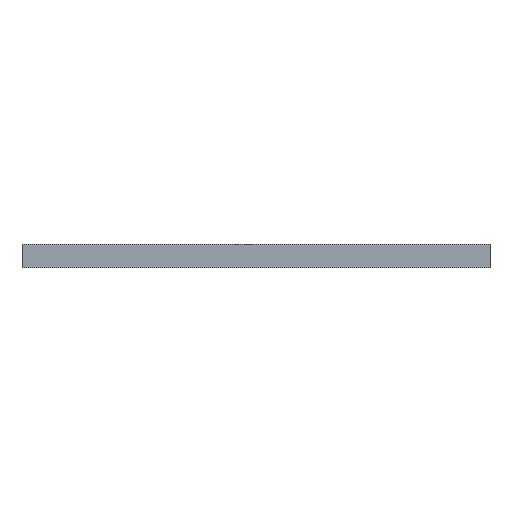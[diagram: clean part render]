
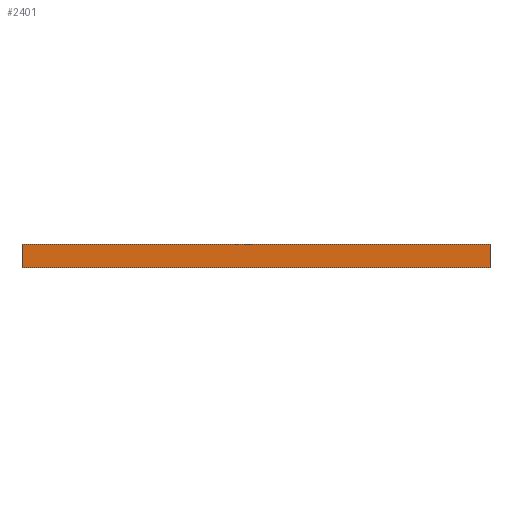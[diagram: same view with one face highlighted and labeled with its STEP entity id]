
A CAD part, front view. The second image highlights one B-rep face of the part: STEP entity #2401.
In plain terms, the highlighted planar face has unit normal (0, -1, 0).
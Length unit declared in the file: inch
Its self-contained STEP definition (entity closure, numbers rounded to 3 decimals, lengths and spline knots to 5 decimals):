
#33 = CARTESIAN_POINT ( 'NONE',  ( 0.59055, -0.59055, -0.03937 ) ) ;
#167 = EDGE_CURVE ( 'NONE', #1424, #2028, #738, .T. ) ;
#205 = EDGE_CURVE ( 'NONE', #2554, #1424, #5199, .T. ) ;
#455 = ORIENTED_EDGE ( 'NONE', *, *, #3299, .F. ) ;
#719 = CARTESIAN_POINT ( 'NONE',  ( -0.59055, -0.59055, 0. ) ) ;
#738 = LINE ( 'NONE', #5259, #1268 ) ;
#753 = AXIS2_PLACEMENT_3D ( 'NONE', #719, #3231, #4073 ) ;
#1048 = CARTESIAN_POINT ( 'NONE',  ( -0.59055, -0.59055, 0.01969 ) ) ;
#1064 = CARTESIAN_POINT ( 'NONE',  ( -0.59055, -0.59055, -0.03937 ) ) ;
#1082 = DIRECTION ( 'NONE',  ( 0., 0., 1. ) ) ;
#1204 = VECTOR ( 'NONE', #1827, 39.37008 ) ;
#1268 = VECTOR ( 'NONE', #1082, 39.37008 ) ;
#1424 = VERTEX_POINT ( 'NONE', #33 ) ;
#1545 = CARTESIAN_POINT ( 'NONE',  ( 0.59055, -0.59055, 0.01969 ) ) ;
#1811 = VECTOR ( 'NONE', #2714, 39.37008 ) ;
#1827 = DIRECTION ( 'NONE',  ( 0., 0., 1. ) ) ;
#2028 = VERTEX_POINT ( 'NONE', #1545 ) ;
#2084 = EDGE_LOOP ( 'NONE', ( #2815, #4824, #3321, #455 ) ) ;
#2195 = LINE ( 'NONE', #4316, #1204 ) ;
#2401 = ADVANCED_FACE ( 'NONE', ( #4569 ), #5378, .T. ) ;
#2554 = VERTEX_POINT ( 'NONE', #1064 ) ;
#2714 = DIRECTION ( 'NONE',  ( 1., 0., 0. ) ) ;
#2815 = ORIENTED_EDGE ( 'NONE', *, *, #4818, .F. ) ;
#3167 = CARTESIAN_POINT ( 'NONE',  ( -0.59055, -0.59055, -0.03937 ) ) ;
#3171 = LINE ( 'NONE', #1048, #1811 ) ;
#3200 = DIRECTION ( 'NONE',  ( 1., 0., 0. ) ) ;
#3231 = DIRECTION ( 'NONE',  ( 0., -1., 0. ) ) ;
#3299 = EDGE_CURVE ( 'NONE', #5441, #2028, #3171, .T. ) ;
#3321 = ORIENTED_EDGE ( 'NONE', *, *, #167, .T. ) ;
#4073 = DIRECTION ( 'NONE',  ( 1., 0., 0. ) ) ;
#4135 = VECTOR ( 'NONE', #3200, 39.37008 ) ;
#4316 = CARTESIAN_POINT ( 'NONE',  ( -0.59055, -0.59055, 0. ) ) ;
#4555 = CARTESIAN_POINT ( 'NONE',  ( -0.59055, -0.59055, 0.01969 ) ) ;
#4569 = FACE_OUTER_BOUND ( 'NONE', #2084, .T. ) ;
#4818 = EDGE_CURVE ( 'NONE', #2554, #5441, #2195, .T. ) ;
#4824 = ORIENTED_EDGE ( 'NONE', *, *, #205, .T. ) ;
#5199 = LINE ( 'NONE', #3167, #4135 ) ;
#5259 = CARTESIAN_POINT ( 'NONE',  ( 0.59055, -0.59055, 0. ) ) ;
#5378 = PLANE ( 'NONE',  #753 ) ;
#5441 = VERTEX_POINT ( 'NONE', #4555 ) ;
